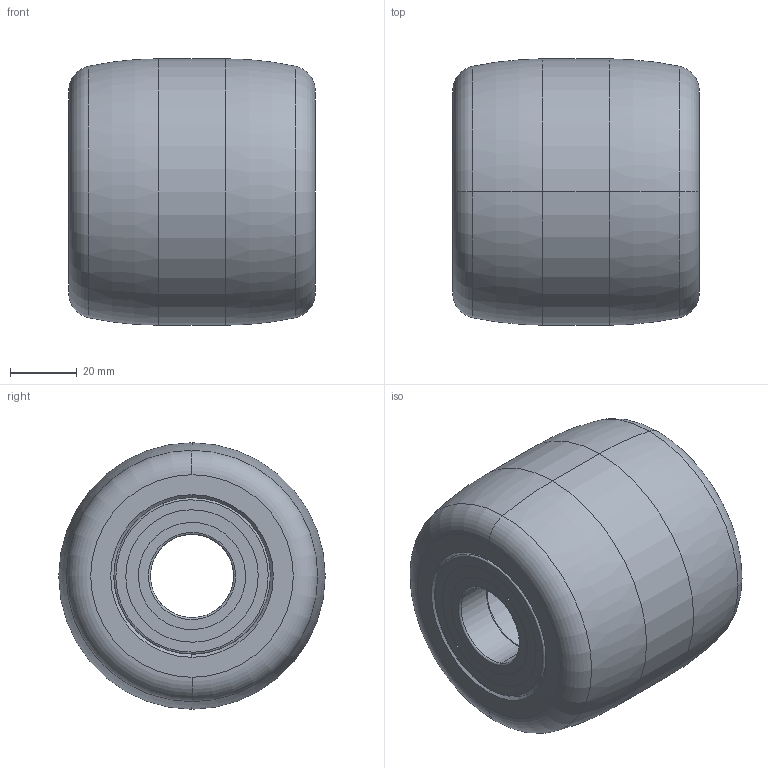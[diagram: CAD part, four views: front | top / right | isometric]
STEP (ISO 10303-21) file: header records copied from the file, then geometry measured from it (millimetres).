
FILE_DESCRIPTION (( 'STEP AP214' ), '1' );
FILE_NAME ('0012268.step', '2022-07-29T09:58:57', ( '' ), ( '' ), 'SwSTEP 2.0', 'SolidWorks 2020', '' );
FILE_SCHEMA (( 'AUTOMOTIVE_DESIGN' ));
Length unit declared in the file: millimetre
Products named in the file (1): 0012268
Bounding box: 74 x 80 x 80 mm (x, y, z)
Volume: 268113.5 mm3; surface area: 61573.8 mm2
Topology: 15 solids, 15 shells, 156 faces, 312 edges, 184 vertices
Faces by surface type: cylinder 64, torus 44, plane 28, cone 20
Entity records: 6024 total; most frequent: DIRECTION 854, CARTESIAN_POINT 653, ORIENTED_EDGE 624, AXIS2_PLACEMENT_3D 385, EDGE_CURVE 312, CIRCLE 228, EDGE_LOOP 184, VERTEX_POINT 184
